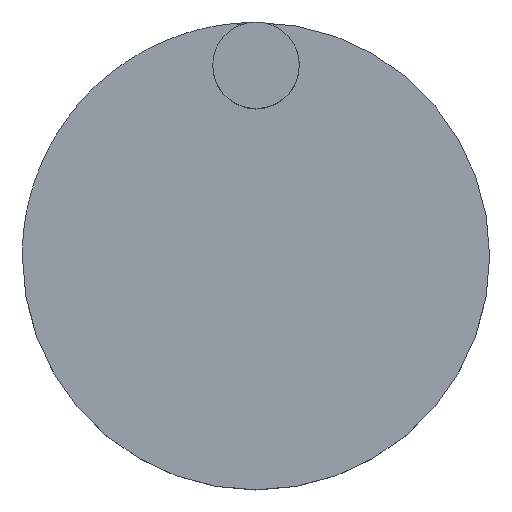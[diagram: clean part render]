
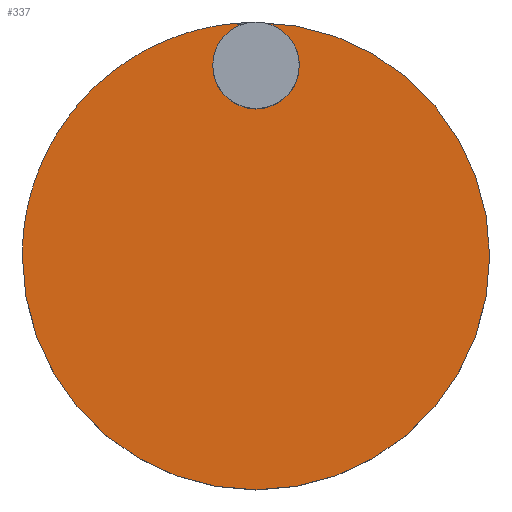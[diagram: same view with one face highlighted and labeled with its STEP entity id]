
A CAD part, top view. The second image highlights one B-rep face of the part: STEP entity #337.
In plain terms, the highlighted planar face has unit normal (0, 0, 1).
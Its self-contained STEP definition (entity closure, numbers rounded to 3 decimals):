
#2 = DIRECTION ( 'NONE',  ( 1., 0., 0. ) ) ;
#12 = AXIS2_PLACEMENT_3D ( 'NONE', #310, #37, #2 ) ;
#17 = DIRECTION ( 'NONE',  ( 1., 0., 0. ) ) ;
#18 = EDGE_CURVE ( 'NONE', #257, #433, #275, .T. ) ;
#24 = DIRECTION ( 'NONE',  ( 0., 0., 1. ) ) ;
#37 = DIRECTION ( 'NONE',  ( 0., 0., 1. ) ) ;
#49 = CARTESIAN_POINT ( 'NONE',  ( 0., 0., 2.5 ) ) ;
#73 = AXIS2_PLACEMENT_3D ( 'NONE', #501, #149, #450 ) ;
#87 = ORIENTED_EDGE ( 'NONE', *, *, #574, .T. ) ;
#90 = EDGE_CURVE ( 'NONE', #471, #516, #415, .T. ) ;
#96 = ORIENTED_EDGE ( 'NONE', *, *, #567, .F. ) ;
#112 = EDGE_CURVE ( 'NONE', #452, #257, #179, .T. ) ;
#115 = ORIENTED_EDGE ( 'NONE', *, *, #512, .T. ) ;
#117 = CARTESIAN_POINT ( 'NONE',  ( 0., 0., 2.5 ) ) ;
#130 = CIRCLE ( 'NONE', #73, 1.25 ) ;
#135 = DIRECTION ( 'NONE',  ( 1., 0., 0. ) ) ;
#140 = AXIS2_PLACEMENT_3D ( 'NONE', #49, #367, #498 ) ;
#149 = DIRECTION ( 'NONE',  ( 0., 0., 1. ) ) ;
#152 = CARTESIAN_POINT ( 'NONE',  ( -1.25, 5.5, 2.5 ) ) ;
#160 = PLANE ( 'NONE',  #323 ) ;
#170 = DIRECTION ( 'NONE',  ( 1., 0., 0. ) ) ;
#171 = CARTESIAN_POINT ( 'NONE',  ( 0., 0., 2.5 ) ) ;
#179 = CIRCLE ( 'NONE', #547, 1.25 ) ;
#180 = CARTESIAN_POINT ( 'NONE',  ( 6.75, 0., 2.5 ) ) ;
#186 = ORIENTED_EDGE ( 'NONE', *, *, #112, .F. ) ;
#197 = CARTESIAN_POINT ( 'NONE',  ( 0., 6.75, 2.5 ) ) ;
#207 = CARTESIAN_POINT ( 'NONE',  ( 0., 5.5, 2.5 ) ) ;
#220 = CARTESIAN_POINT ( 'NONE',  ( 0., 5.5, 2.5 ) ) ;
#257 = VERTEX_POINT ( 'NONE', #425 ) ;
#272 = FACE_OUTER_BOUND ( 'NONE', #388, .T. ) ;
#275 = CIRCLE ( 'NONE', #439, 1.25 ) ;
#292 = DIRECTION ( 'NONE',  ( 1., 0., 0. ) ) ;
#310 = CARTESIAN_POINT ( 'NONE',  ( 0., 0., 2.5 ) ) ;
#323 = AXIS2_PLACEMENT_3D ( 'NONE', #117, #24, #292 ) ;
#332 = CIRCLE ( 'NONE', #140, 6.75 ) ;
#337 = ADVANCED_FACE ( 'NONE', ( #272 ), #160, .T. ) ;
#367 = DIRECTION ( 'NONE',  ( 0., 0., 1. ) ) ;
#388 = EDGE_LOOP ( 'NONE', ( #87, #487, #115, #568, #186, #96 ) ) ;
#415 = CIRCLE ( 'NONE', #448, 6.75 ) ;
#425 = CARTESIAN_POINT ( 'NONE',  ( 1.25, 5.5, 2.5 ) ) ;
#433 = VERTEX_POINT ( 'NONE', #197 ) ;
#434 = DIRECTION ( 'NONE',  ( 0., 0., 1. ) ) ;
#439 = AXIS2_PLACEMENT_3D ( 'NONE', #207, #565, #17 ) ;
#448 = AXIS2_PLACEMENT_3D ( 'NONE', #171, #434, #135 ) ;
#450 = DIRECTION ( 'NONE',  ( 1., 0., 0. ) ) ;
#452 = VERTEX_POINT ( 'NONE', #152 ) ;
#471 = VERTEX_POINT ( 'NONE', #505 ) ;
#483 = DIRECTION ( 'NONE',  ( 0., 0., 1. ) ) ;
#487 = ORIENTED_EDGE ( 'NONE', *, *, #90, .T. ) ;
#491 = CIRCLE ( 'NONE', #12, 6.75 ) ;
#498 = DIRECTION ( 'NONE',  ( 1., 0., 0. ) ) ;
#501 = CARTESIAN_POINT ( 'NONE',  ( 0., 5.5, 2.5 ) ) ;
#505 = CARTESIAN_POINT ( 'NONE',  ( -6.75, 0., 2.5 ) ) ;
#512 = EDGE_CURVE ( 'NONE', #516, #433, #491, .T. ) ;
#516 = VERTEX_POINT ( 'NONE', #180 ) ;
#547 = AXIS2_PLACEMENT_3D ( 'NONE', #220, #483, #170 ) ;
#565 = DIRECTION ( 'NONE',  ( 0., 0., 1. ) ) ;
#567 = EDGE_CURVE ( 'NONE', #433, #452, #130, .T. ) ;
#568 = ORIENTED_EDGE ( 'NONE', *, *, #18, .F. ) ;
#574 = EDGE_CURVE ( 'NONE', #433, #471, #332, .T. ) ;
